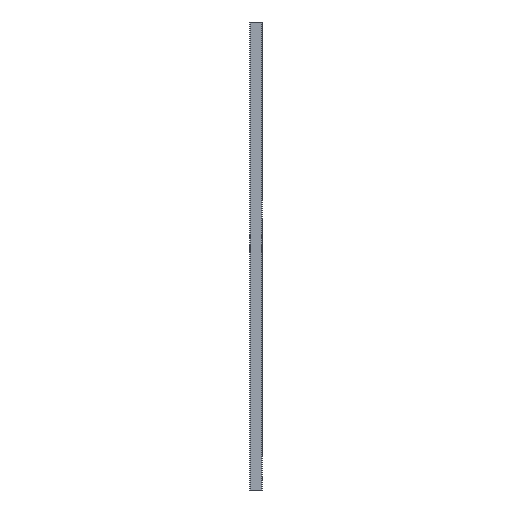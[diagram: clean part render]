
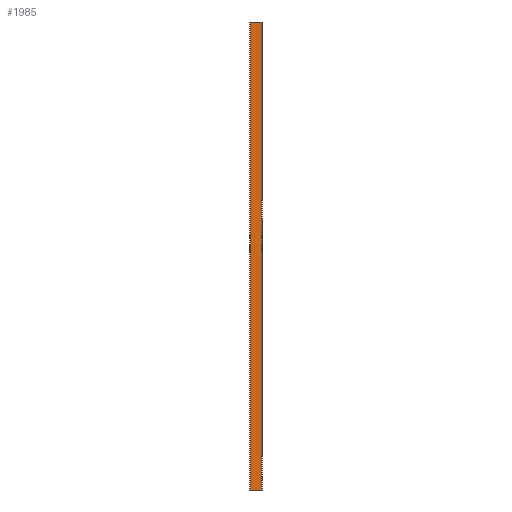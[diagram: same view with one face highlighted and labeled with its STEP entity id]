
A CAD part, left-side view. The second image highlights one B-rep face of the part: STEP entity #1985.
In plain terms, the highlighted planar face has unit normal (-1, 0, 0).
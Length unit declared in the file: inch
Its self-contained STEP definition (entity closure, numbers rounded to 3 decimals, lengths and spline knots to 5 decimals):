
#1415=EDGE_CURVE('',#2646,#3442,#3443,.T.);
#1645=EDGE_CURVE('',#3472,#3442,#3763,.T.);
#1839=EDGE_CURVE('',#3791,#3472,#4013,.T.);
#1961=EDGE_CURVE('',#2646,#3791,#4164,.T.);
#1985=ADVANCED_FACE('',(#4191),#4192,.T.);
#2646=VERTEX_POINT('',#5088);
#3442=VERTEX_POINT('',#6843);
#3443=LINE('',#6844,#6845);
#3472=VERTEX_POINT('',#6908);
#3763=LINE('',#7637,#7638);
#3791=VERTEX_POINT('',#7702);
#4013=LINE('',#8247,#8248);
#4164=LINE('',#8615,#8616);
#4191=FACE_OUTER_BOUND('',#8682,.T.);
#4192=PLANE('',#8683);
#5088=CARTESIAN_POINT('',(-0.13625,3.05125,0.0));
#6843=CARTESIAN_POINT('',(-0.13625,3.05125,120.0));
#6844=CARTESIAN_POINT('',(-0.13625,3.05125,0.0));
#6845=VECTOR('',#10782,1.0);
#6908=CARTESIAN_POINT('',(-0.13625,0.13624,120.0));
#7637=CARTESIAN_POINT('',(-0.13625,3.05125,120.0));
#7638=VECTOR('',#11031,1.0);
#7702=CARTESIAN_POINT('',(-0.13625,0.13624,0.0));
#8247=CARTESIAN_POINT('',(-0.13625,0.13624,0.0));
#8248=VECTOR('',#11240,1.0);
#8615=CARTESIAN_POINT('',(-0.13625,3.05125,0.0));
#8616=VECTOR('',#11374,1.0);
#8682=EDGE_LOOP('',(#11385,#11386,#11387,#11388));
#8683=AXIS2_PLACEMENT_3D('',#11389,#11390,#11391);
#10782=DIRECTION('',(0.0,0.0,1.0));
#11031=DIRECTION('',(0.0,1.0,0.0));
#11240=DIRECTION('',(0.0,0.0,1.0));
#11374=DIRECTION('',(0.0,-1.0,0.0));
#11385=ORIENTED_EDGE('',*,*,#1645,.T.);
#11386=ORIENTED_EDGE('',*,*,#1415,.F.);
#11387=ORIENTED_EDGE('',*,*,#1961,.T.);
#11388=ORIENTED_EDGE('',*,*,#1839,.T.);
#11389=CARTESIAN_POINT('',(-0.13625,1.59375,0.0));
#11390=DIRECTION('',(-1.0,0.0,0.0));
#11391=DIRECTION('',(0.0,-1.0,0.0));
